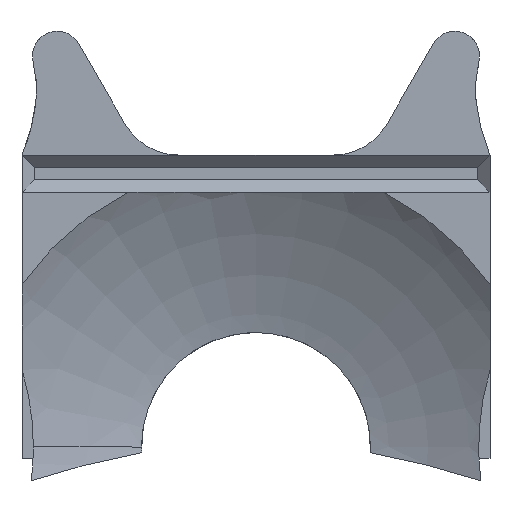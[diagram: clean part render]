
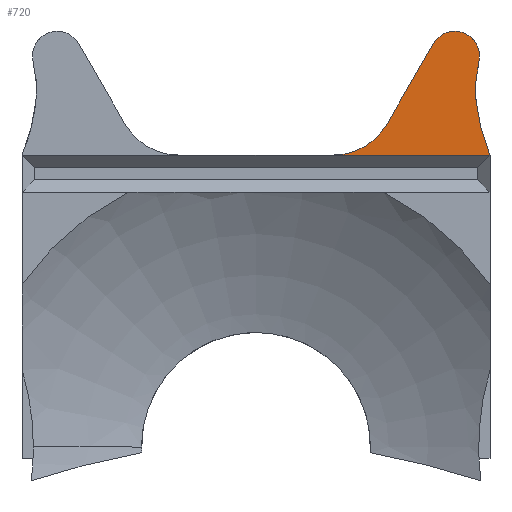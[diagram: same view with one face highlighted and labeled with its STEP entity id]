
A CAD part, top view. The second image highlights one B-rep face of the part: STEP entity #720.
In plain terms, the highlighted planar face has unit normal (0, 0, 1).
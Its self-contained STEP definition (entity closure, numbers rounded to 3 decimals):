
#29=(
BOUNDED_CURVE()
B_SPLINE_CURVE(5,(#1141,#1142,#1143,#1144,#1145,#1146,#1147,#1148,#1149),
 .UNSPECIFIED.,.F.,.F.)
B_SPLINE_CURVE_WITH_KNOTS((6,1,1,1,6),(0.,0.2,0.4,0.6,0.795),
 .UNSPECIFIED.)
CURVE()
GEOMETRIC_REPRESENTATION_ITEM()
RATIONAL_B_SPLINE_CURVE((1.,1.,1.,1.,1.,1.,1.,1.,1.))
REPRESENTATION_ITEM('')
);
#37=B_SPLINE_CURVE_WITH_KNOTS('',3,(#1150,#1151,#1152,#1153,#1154,#1155,
#1156,#1157,#1158,#1159),.UNSPECIFIED.,.F.,.F.,(4,3,3,4),(0.,0.155,
0.259,0.362),.UNSPECIFIED.);
#53=PLANE('',#770);
#89=FACE_OUTER_BOUND('',#130,.T.);
#130=EDGE_LOOP('',(#537,#538,#539,#540,#541,#542,#543));
#162=LINE('',#994,#233);
#177=LINE('',#1130,#248);
#179=LINE('',#1139,#250);
#233=VECTOR('',#818,10.);
#248=VECTOR('',#859,10.);
#250=VECTOR('',#863,10.);
#302=CIRCLE('',#754,5.);
#308=CIRCLE('',#767,2.);
#315=VERTEX_POINT('',#984);
#316=VERTEX_POINT('',#985);
#319=VERTEX_POINT('',#993);
#335=VERTEX_POINT('',#1123);
#337=VERTEX_POINT('',#1129);
#339=VERTEX_POINT('',#1138);
#340=VERTEX_POINT('',#1140);
#383=EDGE_CURVE('',#315,#316,#302,.F.);
#387=EDGE_CURVE('',#319,#315,#162,.T.);
#411=EDGE_CURVE('',#319,#335,#308,.T.);
#414=EDGE_CURVE('',#335,#337,#177,.T.);
#417=EDGE_CURVE('',#316,#339,#179,.T.);
#418=EDGE_CURVE('',#339,#340,#29,.T.);
#419=EDGE_CURVE('',#337,#340,#37,.T.);
#537=ORIENTED_EDGE('',*,*,#411,.F.);
#538=ORIENTED_EDGE('',*,*,#387,.T.);
#539=ORIENTED_EDGE('',*,*,#383,.T.);
#540=ORIENTED_EDGE('',*,*,#417,.T.);
#541=ORIENTED_EDGE('',*,*,#418,.T.);
#542=ORIENTED_EDGE('',*,*,#419,.F.);
#543=ORIENTED_EDGE('',*,*,#414,.F.);
#720=ADVANCED_FACE('',(#89),#53,.T.);
#754=AXIS2_PLACEMENT_3D('',#986,#810,#811);
#767=AXIS2_PLACEMENT_3D('',#1124,#852,#853);
#770=AXIS2_PLACEMENT_3D('',#1137,#861,#862);
#810=DIRECTION('center_axis',(0.,0.,1.));
#811=DIRECTION('ref_axis',(0.5,-0.866,0.));
#818=DIRECTION('',(-0.5,-0.866,0.));
#852=DIRECTION('center_axis',(0.,0.,-1.));
#853=DIRECTION('ref_axis',(-0.5,0.866,0.));
#859=DIRECTION('',(1.,0.,0.));
#861=DIRECTION('center_axis',(0.,0.,1.));
#862=DIRECTION('ref_axis',(1.,0.,0.));
#863=DIRECTION('',(1.,0.,0.));
#984=CARTESIAN_POINT('',(10.57,50.25,-3.411));
#985=CARTESIAN_POINT('',(6.24,47.75,-3.411));
#986=CARTESIAN_POINT('Origin',(6.24,52.75,-3.411));
#993=CARTESIAN_POINT('',(14.323,56.75,-3.411));
#994=CARTESIAN_POINT('',(8.51,46.682,-3.411));
#1123=CARTESIAN_POINT('',(16.055,57.75,-3.411));
#1124=CARTESIAN_POINT('Origin',(16.055,55.75,-3.411));
#1129=CARTESIAN_POINT('',(16.057,57.75,-3.411));
#1130=CARTESIAN_POINT('',(0.,57.75,-3.411));
#1137=CARTESIAN_POINT('Origin',(-18.9,47.75,-3.411));
#1138=CARTESIAN_POINT('',(18.9,47.75,-3.411));
#1139=CARTESIAN_POINT('',(0.,47.75,-3.411));
#1140=CARTESIAN_POINT('',(18.002,55.284,-3.411));
#1141=CARTESIAN_POINT('Ctrl Pts',(18.9,47.75,-3.411));
#1142=CARTESIAN_POINT('Ctrl Pts',(18.763,48.087,-3.411));
#1143=CARTESIAN_POINT('Ctrl Pts',(18.505,48.767,-3.411));
#1144=CARTESIAN_POINT('Ctrl Pts',(18.166,49.81,-3.411));
#1145=CARTESIAN_POINT('Ctrl Pts',(17.818,51.239,-3.411));
#1146=CARTESIAN_POINT('Ctrl Pts',(17.67,52.761,-3.411));
#1147=CARTESIAN_POINT('Ctrl Pts',(17.742,53.984,-3.411));
#1148=CARTESIAN_POINT('Ctrl Pts',(17.897,54.845,-3.411));
#1149=CARTESIAN_POINT('Ctrl Pts',(18.002,55.284,-3.411));
#1150=CARTESIAN_POINT('Ctrl Pts',(16.057,57.75,-3.411));
#1151=CARTESIAN_POINT('Ctrl Pts',(16.573,57.75,-3.411));
#1152=CARTESIAN_POINT('Ctrl Pts',(17.085,57.539,-3.411));
#1153=CARTESIAN_POINT('Ctrl Pts',(17.454,57.18,-3.411));
#1154=CARTESIAN_POINT('Ctrl Pts',(17.7,56.94,-3.411));
#1155=CARTESIAN_POINT('Ctrl Pts',(17.883,56.634,-3.411));
#1156=CARTESIAN_POINT('Ctrl Pts',(17.978,56.304,-3.411));
#1157=CARTESIAN_POINT('Ctrl Pts',(18.073,55.974,-3.411));
#1158=CARTESIAN_POINT('Ctrl Pts',(18.082,55.619,-3.411));
#1159=CARTESIAN_POINT('Ctrl Pts',(18.002,55.284,-3.411));
